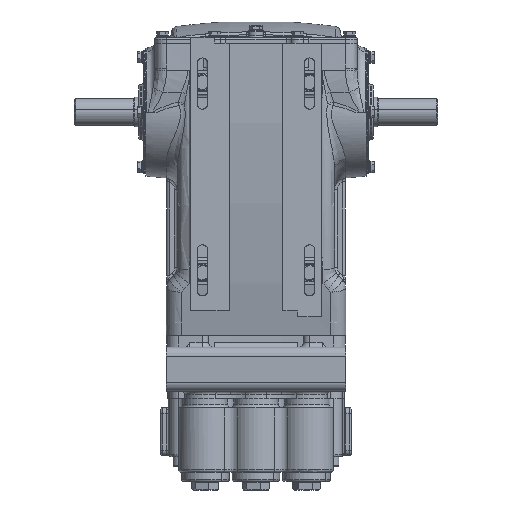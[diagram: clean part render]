
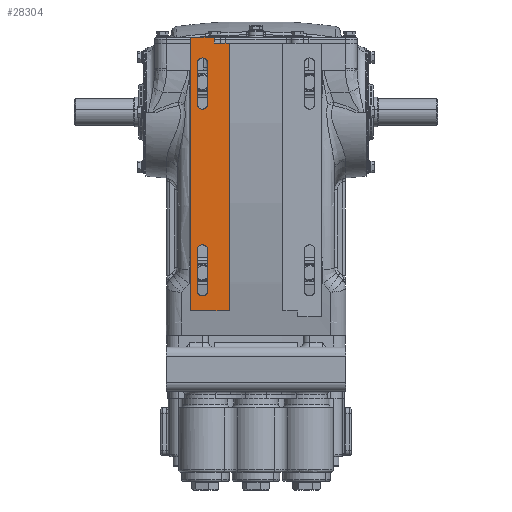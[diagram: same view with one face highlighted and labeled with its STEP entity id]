
A CAD part, front view. The second image highlights one B-rep face of the part: STEP entity #28304.
In plain terms, the highlighted planar face has unit normal (0, -1, 0).
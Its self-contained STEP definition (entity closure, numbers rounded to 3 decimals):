
#1371 = VERTEX_POINT ( 'NONE', #96390 ) ;
#27503 = VERTEX_POINT ( 'NONE', #95092 ) ;
#27508 = EDGE_CURVE ( 'NONE', #27510, #27503, #95091, .T. ) ;
#27510 = VERTEX_POINT ( 'NONE', #95086 ) ;
#27540 = EDGE_CURVE ( 'NONE', #27659, #27575, #95191, .T. ) ;
#27548 = EDGE_CURVE ( 'NONE', #27583, #27552, #95169, .T. ) ;
#27552 = VERTEX_POINT ( 'NONE', #95236 ) ;
#27575 = VERTEX_POINT ( 'NONE', #95356 ) ;
#27580 = EDGE_CURVE ( 'NONE', #27575, #27583, #95355, .T. ) ;
#27583 = VERTEX_POINT ( 'NONE', #95351 ) ;
#27599 = EDGE_CURVE ( 'NONE', #27634, #27718, #95396, .T. ) ;
#27605 = EDGE_CURVE ( 'NONE', #27606, #27644, #95374, .T. ) ;
#27606 = VERTEX_POINT ( 'NONE', #95459 ) ;
#27634 = VERTEX_POINT ( 'NONE', #95577 ) ;
#27641 = EDGE_CURVE ( 'NONE', #27644, #27634, #95569, .T. ) ;
#27644 = VERTEX_POINT ( 'NONE', #95561 ) ;
#27658 = EDGE_CURVE ( 'NONE', #27552, #27659, #95600, .T. ) ;
#27659 = VERTEX_POINT ( 'NONE', #95703 ) ;
#27716 = EDGE_CURVE ( 'NONE', #27718, #27606, #95928, .T. ) ;
#27718 = VERTEX_POINT ( 'NONE', #95922 ) ;
#27922 = EDGE_CURVE ( 'NONE', #27510, #1371, #96672, .T. ) ;
#28053 = EDGE_CURVE ( 'NONE', #1371, #28162, #96880, .T. ) ;
#28162 = VERTEX_POINT ( 'NONE', #97295 ) ;
#28175 = EDGE_CURVE ( 'NONE', #27503, #28200, #97369, .T. ) ;
#28197 = EDGE_CURVE ( 'NONE', #28239, #28200, #97331, .T. ) ;
#28200 = VERTEX_POINT ( 'NONE', #97434 ) ;
#28238 = EDGE_CURVE ( 'NONE', #28162, #28239, #97466, .T. ) ;
#28239 = VERTEX_POINT ( 'NONE', #97458 ) ;
#28277 = ORIENTED_EDGE ( 'NONE', *, *, #27922, .F. ) ;
#28278 = ORIENTED_EDGE ( 'NONE', *, *, #27508, .T. ) ;
#28280 = EDGE_LOOP ( 'NONE', ( #28281, #28283, #28285, #28287 ) ) ;
#28281 = ORIENTED_EDGE ( 'NONE', *, *, #27605, .T. ) ;
#28283 = ORIENTED_EDGE ( 'NONE', *, *, #27641, .T. ) ;
#28285 = ORIENTED_EDGE ( 'NONE', *, *, #27599, .T. ) ;
#28287 = ORIENTED_EDGE ( 'NONE', *, *, #27716, .T. ) ;
#28290 = EDGE_LOOP ( 'NONE', ( #28291, #28292, #28293, #28374 ) ) ;
#28291 = ORIENTED_EDGE ( 'NONE', *, *, #27540, .F. ) ;
#28292 = ORIENTED_EDGE ( 'NONE', *, *, #27658, .F. ) ;
#28293 = ORIENTED_EDGE ( 'NONE', *, *, #27548, .F. ) ;
#28304 = ADVANCED_FACE ( 'NONE', ( #97524, #97522, #97521 ), #97609, .F. ) ;
#28305 = EDGE_LOOP ( 'NONE', ( #28306, #28307, #28309, #28310, #28277, #28278 ) ) ;
#28306 = ORIENTED_EDGE ( 'NONE', *, *, #28175, .T. ) ;
#28307 = ORIENTED_EDGE ( 'NONE', *, *, #28197, .F. ) ;
#28309 = ORIENTED_EDGE ( 'NONE', *, *, #28238, .F. ) ;
#28310 = ORIENTED_EDGE ( 'NONE', *, *, #28053, .F. ) ;
#28374 = ORIENTED_EDGE ( 'NONE', *, *, #27580, .F. ) ;
#95086 = CARTESIAN_POINT ( 'NONE',  ( -45., -275., 147. ) ) ;
#95088 = DIRECTION ( 'NONE',  ( 0., 0., 1. ) ) ;
#95089 = VECTOR ( 'NONE', #95088, 1000. ) ;
#95090 = CARTESIAN_POINT ( 'NONE',  ( -45., -275., 147. ) ) ;
#95091 = LINE ( 'NONE', #95090, #95089 ) ;
#95092 = CARTESIAN_POINT ( 'NONE',  ( -45., -275., 597. ) ) ;
#95163 = DIRECTION ( 'NONE',  ( 1., 0., 0. ) ) ;
#95166 = DIRECTION ( 'NONE',  ( 0., -1., 0. ) ) ;
#95167 = CARTESIAN_POINT ( 'NONE',  ( -90., -275., 563. ) ) ;
#95168 = AXIS2_PLACEMENT_3D ( 'NONE', #95167, #95166, #95163 ) ;
#95169 = CIRCLE ( 'NONE', #95168, 9. ) ;
#95186 = DIRECTION ( 'NONE',  ( 1., 0., 0. ) ) ;
#95187 = DIRECTION ( 'NONE',  ( 0., -1., 0. ) ) ;
#95189 = CARTESIAN_POINT ( 'NONE',  ( -90., -275., 495. ) ) ;
#95190 = AXIS2_PLACEMENT_3D ( 'NONE', #95189, #95187, #95186 ) ;
#95191 = CIRCLE ( 'NONE', #95190, 9. ) ;
#95236 = CARTESIAN_POINT ( 'NONE',  ( -99., -275., 563. ) ) ;
#95351 = CARTESIAN_POINT ( 'NONE',  ( -81., -275., 563. ) ) ;
#95352 = DIRECTION ( 'NONE',  ( 0., 0., 1. ) ) ;
#95353 = VECTOR ( 'NONE', #95352, 1000. ) ;
#95354 = CARTESIAN_POINT ( 'NONE',  ( -81., -275., 563. ) ) ;
#95355 = LINE ( 'NONE', #95354, #95353 ) ;
#95356 = CARTESIAN_POINT ( 'NONE',  ( -81., -275., 495. ) ) ;
#95373 = CARTESIAN_POINT ( 'NONE',  ( -99., -275., 181. ) ) ;
#95374 = LINE ( 'NONE', #95373, #95462 ) ;
#95375 = DIRECTION ( 'NONE',  ( 0., 0., -1. ) ) ;
#95377 = VECTOR ( 'NONE', #95375, 1000. ) ;
#95379 = CARTESIAN_POINT ( 'NONE',  ( -81., -275., 181. ) ) ;
#95396 = LINE ( 'NONE', #95379, #95377 ) ;
#95459 = CARTESIAN_POINT ( 'NONE',  ( -99., -275., 181. ) ) ;
#95461 = DIRECTION ( 'NONE',  ( 0., 0., 1. ) ) ;
#95462 = VECTOR ( 'NONE', #95461, 1000. ) ;
#95561 = CARTESIAN_POINT ( 'NONE',  ( -99., -275., 249. ) ) ;
#95563 = DIRECTION ( 'NONE',  ( 1., 0., 0. ) ) ;
#95565 = DIRECTION ( 'NONE',  ( 0., 1., 0. ) ) ;
#95567 = CARTESIAN_POINT ( 'NONE',  ( -90., -275., 249. ) ) ;
#95568 = AXIS2_PLACEMENT_3D ( 'NONE', #95567, #95565, #95563 ) ;
#95569 = CIRCLE ( 'NONE', #95568, 9. ) ;
#95577 = CARTESIAN_POINT ( 'NONE',  ( -81., -275., 249. ) ) ;
#95595 = DIRECTION ( 'NONE',  ( 0., 0., -1. ) ) ;
#95596 = VECTOR ( 'NONE', #95595, 1000. ) ;
#95599 = CARTESIAN_POINT ( 'NONE',  ( -99., -275., 563. ) ) ;
#95600 = LINE ( 'NONE', #95599, #95596 ) ;
#95703 = CARTESIAN_POINT ( 'NONE',  ( -99., -275., 495. ) ) ;
#95922 = CARTESIAN_POINT ( 'NONE',  ( -81., -275., 181. ) ) ;
#95923 = DIRECTION ( 'NONE',  ( 1., 0., 0. ) ) ;
#95924 = DIRECTION ( 'NONE',  ( 0., 1., 0. ) ) ;
#95925 = CARTESIAN_POINT ( 'NONE',  ( -90., -275., 181. ) ) ;
#95926 = AXIS2_PLACEMENT_3D ( 'NONE', #95925, #95924, #95923 ) ;
#95928 = CIRCLE ( 'NONE', #95926, 9. ) ;
#96390 = CARTESIAN_POINT ( 'NONE',  ( -110., -275., 147. ) ) ;
#96666 = DIRECTION ( 'NONE',  ( -1., 0., 0. ) ) ;
#96668 = VECTOR ( 'NONE', #96666, 1000. ) ;
#96671 = CARTESIAN_POINT ( 'NONE',  ( -45., -275., 147. ) ) ;
#96672 = LINE ( 'NONE', #96671, #96668 ) ;
#96877 = VECTOR ( 'NONE', #96981, 1000. ) ;
#96879 = CARTESIAN_POINT ( 'NONE',  ( -110., -275., 147. ) ) ;
#96880 = LINE ( 'NONE', #96879, #96877 ) ;
#96981 = DIRECTION ( 'NONE',  ( 0., 0., 1. ) ) ;
#97295 = CARTESIAN_POINT ( 'NONE',  ( -110., -275., 607. ) ) ;
#97329 = VECTOR ( 'NONE', #97436, 1000. ) ;
#97330 = CARTESIAN_POINT ( 'NONE',  ( -70., -275., 607. ) ) ;
#97331 = LINE ( 'NONE', #97330, #97329 ) ;
#97365 = DIRECTION ( 'NONE',  ( -1., 0., 0. ) ) ;
#97366 = VECTOR ( 'NONE', #97365, 1000. ) ;
#97367 = CARTESIAN_POINT ( 'NONE',  ( -45., -275., 597. ) ) ;
#97369 = LINE ( 'NONE', #97367, #97366 ) ;
#97434 = CARTESIAN_POINT ( 'NONE',  ( -70., -275., 597. ) ) ;
#97436 = DIRECTION ( 'NONE',  ( 0., 0., -1. ) ) ;
#97458 = CARTESIAN_POINT ( 'NONE',  ( -70., -275., 607. ) ) ;
#97461 = DIRECTION ( 'NONE',  ( 1., 0., 0. ) ) ;
#97463 = VECTOR ( 'NONE', #97461, 1000. ) ;
#97465 = CARTESIAN_POINT ( 'NONE',  ( -110., -275., 607. ) ) ;
#97466 = LINE ( 'NONE', #97465, #97463 ) ;
#97521 = FACE_BOUND ( 'NONE', #28290, .T. ) ;
#97522 = FACE_BOUND ( 'NONE', #28280, .T. ) ;
#97524 = FACE_OUTER_BOUND ( 'NONE', #28305, .T. ) ;
#97597 = DIRECTION ( 'NONE',  ( 1., 0., 0. ) ) ;
#97599 = DIRECTION ( 'NONE',  ( 0., 1., 0. ) ) ;
#97601 = CARTESIAN_POINT ( 'NONE',  ( -45., -275., 147. ) ) ;
#97603 = AXIS2_PLACEMENT_3D ( 'NONE', #97601, #97599, #97597 ) ;
#97609 = PLANE ( 'NONE',  #97603 ) ;
